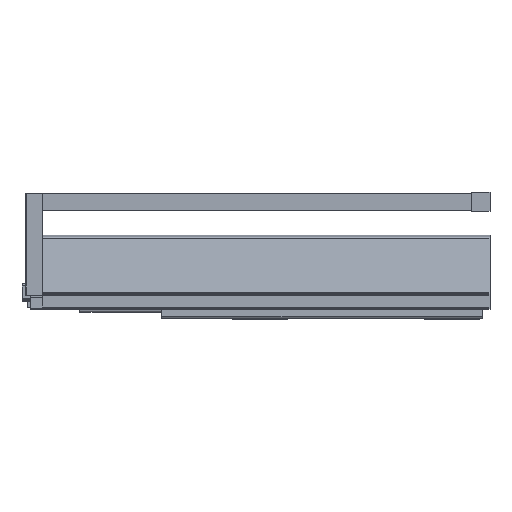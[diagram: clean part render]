
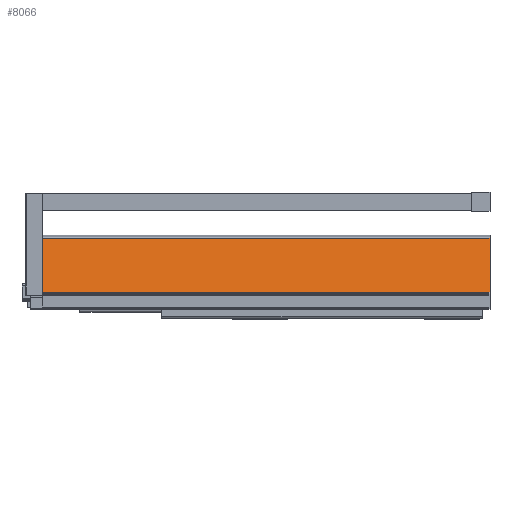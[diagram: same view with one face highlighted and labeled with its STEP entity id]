
A CAD part, top view. The second image highlights one B-rep face of the part: STEP entity #8066.
In plain terms, the highlighted planar face has unit normal (0, 0.208, 0.978).
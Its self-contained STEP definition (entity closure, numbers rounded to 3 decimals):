
#154 = VERTEX_POINT ( 'NONE', #8351 ) ;
#166 = EDGE_LOOP ( 'NONE', ( #614, #6693, #5732, #9309 ) ) ;
#169 = CARTESIAN_POINT ( 'NONE',  ( -525.5, 80.422, 21.003 ) ) ;
#436 = VECTOR ( 'NONE', #4257, 1000. ) ;
#599 = LINE ( 'NONE', #9057, #3897 ) ;
#614 = ORIENTED_EDGE ( 'NONE', *, *, #11087, .F. ) ;
#747 = EDGE_CURVE ( 'NONE', #1606, #8577, #2321, .T. ) ;
#1606 = VERTEX_POINT ( 'NONE', #169 ) ;
#2288 = LINE ( 'NONE', #3298, #436 ) ;
#2321 = LINE ( 'NONE', #3177, #5093 ) ;
#2351 = DIRECTION ( 'NONE',  ( 0., 0.208, 0.978 ) ) ;
#2993 = DIRECTION ( 'NONE',  ( 1., 0., 0. ) ) ;
#3177 = CARTESIAN_POINT ( 'NONE',  ( -525.5, 80.422, 21.003 ) ) ;
#3203 = CARTESIAN_POINT ( 'NONE',  ( -525.5, 17.084, 34.466 ) ) ;
#3298 = CARTESIAN_POINT ( 'NONE',  ( -542., 80.422, 21.003 ) ) ;
#3897 = VECTOR ( 'NONE', #10216, 1000. ) ;
#4185 = EDGE_CURVE ( 'NONE', #4842, #154, #599, .T. ) ;
#4257 = DIRECTION ( 'NONE',  ( 1., 0., 0. ) ) ;
#4810 = LINE ( 'NONE', #8220, #7425 ) ;
#4842 = VERTEX_POINT ( 'NONE', #9462 ) ;
#4982 = PLANE ( 'NONE',  #5153 ) ;
#5086 = DIRECTION ( 'NONE',  ( 0., -0.978, 0.208 ) ) ;
#5093 = VECTOR ( 'NONE', #9713, 1000. ) ;
#5153 = AXIS2_PLACEMENT_3D ( 'NONE', #10556, #2351, #5086 ) ;
#5732 = ORIENTED_EDGE ( 'NONE', *, *, #11356, .T. ) ;
#6693 = ORIENTED_EDGE ( 'NONE', *, *, #747, .T. ) ;
#7425 = VECTOR ( 'NONE', #2993, 1000. ) ;
#7990 = FACE_OUTER_BOUND ( 'NONE', #166, .T. ) ;
#8066 = ADVANCED_FACE ( 'NONE', ( #7990 ), #4982, .T. ) ;
#8220 = CARTESIAN_POINT ( 'NONE',  ( 0., 17.084, 34.466 ) ) ;
#8351 = CARTESIAN_POINT ( 'NONE',  ( 0., 17.084, 34.466 ) ) ;
#8577 = VERTEX_POINT ( 'NONE', #3203 ) ;
#9057 = CARTESIAN_POINT ( 'NONE',  ( 0., 80.422, 21.003 ) ) ;
#9309 = ORIENTED_EDGE ( 'NONE', *, *, #4185, .F. ) ;
#9462 = CARTESIAN_POINT ( 'NONE',  ( 0., 80.422, 21.003 ) ) ;
#9713 = DIRECTION ( 'NONE',  ( 0., -0.978, 0.208 ) ) ;
#10216 = DIRECTION ( 'NONE',  ( 0., -0.978, 0.208 ) ) ;
#10556 = CARTESIAN_POINT ( 'NONE',  ( -542., 80.422, 21.003 ) ) ;
#11087 = EDGE_CURVE ( 'NONE', #1606, #4842, #2288, .T. ) ;
#11356 = EDGE_CURVE ( 'NONE', #8577, #154, #4810, .T. ) ;
